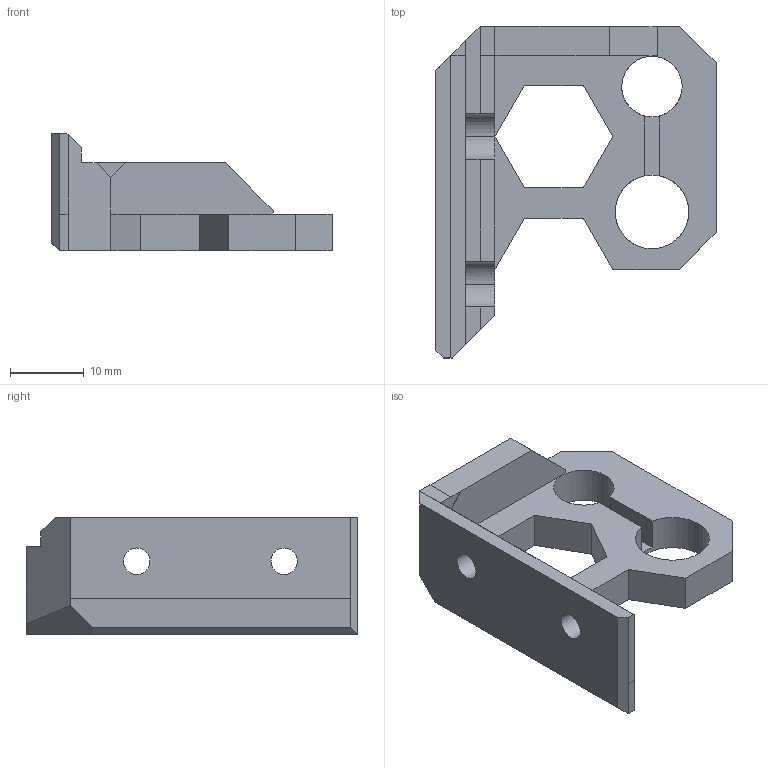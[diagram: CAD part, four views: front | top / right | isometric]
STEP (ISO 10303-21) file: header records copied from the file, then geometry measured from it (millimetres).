
FILE_DESCRIPTION(('FreeCAD Model'),'2;1');
FILE_NAME('z-axis-top-B.step','2020-04-18T15:28:39',('Author'),(''), 'Open CASCADE STEP processor 7.3','FreeCAD','Unknown');
FILE_SCHEMA(('AUTOMOTIVE_DESIGN { 1 0 10303 214 1 1 1 1 }'));
Length unit declared in the file: millimetre
Products named in the file (1): mirrored_difference
Bounding box: 38 x 45 x 16 mm (x, y, z)
Volume: 7454.4 mm3; surface area: 4486.4 mm2
Topology: 1 solids, 1 shells, 82 faces, 211 edges, 126 vertices
Faces by surface type: plane 74, cylinder 8
Full cylindrical faces by diameter (mm): 3.6 x2, 8.2 x1, 10 x1
Entity records: 5313 total; most frequent: CARTESIAN_POINT 1064, DIRECTION 793, LINE 565, VECTOR 565, ORIENTED_EDGE 422, PCURVE 422, DEFINITIONAL_REPRESENTATION 422, EDGE_CURVE 211
